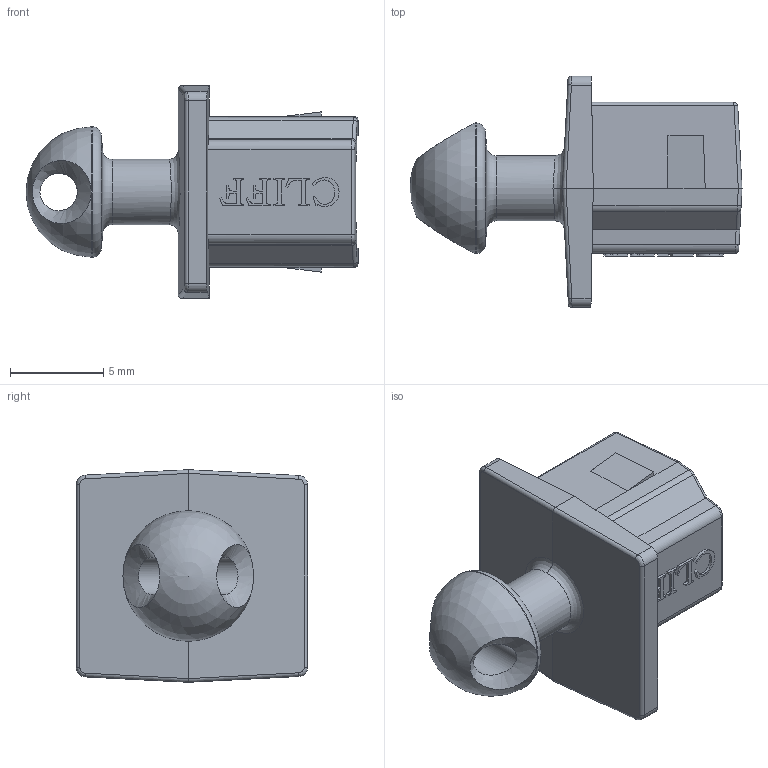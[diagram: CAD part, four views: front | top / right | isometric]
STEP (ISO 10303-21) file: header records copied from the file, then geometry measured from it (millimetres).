
FILE_DESCRIPTION(/* description */ (''),/* implementation_level */ '2;1');
FILE_NAME(/* name */ 'CP30296W USB3-B.stp',/* time_stamp */ '2024-06-14T11:50:49+01:00',/* author */ ('tottley'),/* organization */ (''),/* preprocessor_version */ 'ST-DEVELOPER v18.1',/* originating_system */ 'Autodesk Inventor 2022',/* authorisation */ '');
FILE_SCHEMA (('AUTOMOTIVE_DESIGN { 1 0 10303 214 3 1 1 }'));
Length unit declared in the file: millimetre
Products named in the file (1): CP30296 USB3-B
Bounding box: 17.8 x 12.4 x 11.4 mm (x, y, z)
Volume: 487.5 mm3; surface area: 830.4 mm2
Topology: 1 solids, 1 shells, 198 faces, 537 edges, 344 vertices
Faces by surface type: plane 116, bspline 46, cylinder 30, sphere 3, torus 2, cone 1
Full cylindrical faces by diameter (mm): 2 x1, 3.5 x1, 7 x1
Entity records: 7391 total; most frequent: CARTESIAN_POINT 2395, ORIENTED_EDGE 1072, DIRECTION 833, EDGE_CURVE 536, LINE 387, VECTOR 387, VERTEX_POINT 344, AXIS2_PLACEMENT_3D 223
